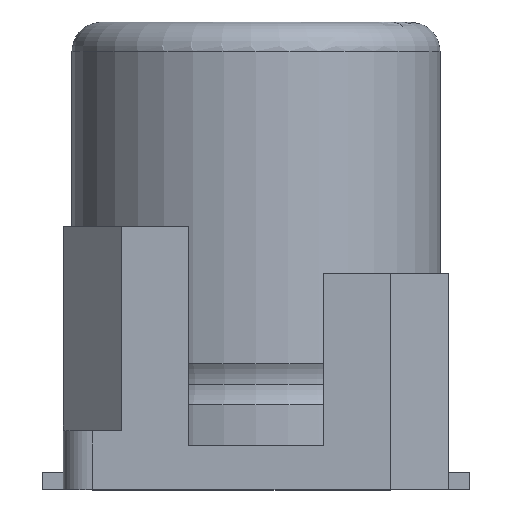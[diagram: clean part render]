
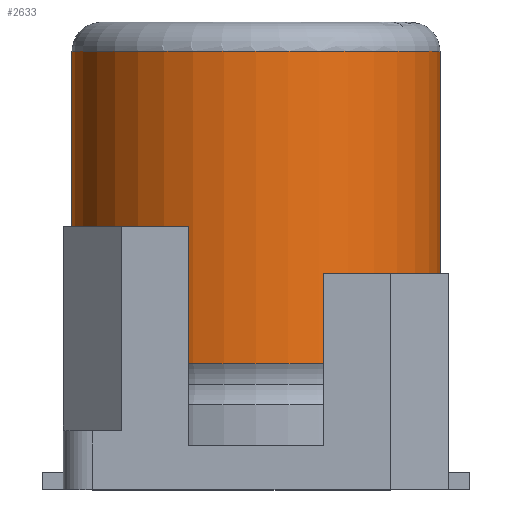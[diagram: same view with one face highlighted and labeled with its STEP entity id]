
A CAD part, top view. The second image highlights one B-rep face of the part: STEP entity #2633.
In plain terms, the highlighted cylindrical face has radius 3.15 mm (diameter 6.3 mm), a partial arc.
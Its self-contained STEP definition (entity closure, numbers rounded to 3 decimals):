
#153 = CARTESIAN_POINT ( 'NONE',  ( -3.15, 7.25, 0. ) ) ;
#163 = EDGE_CURVE ( 'NONE', #2164, #640, #3703, .T. ) ;
#181 = DIRECTION ( 'NONE',  ( -1., 0., 0. ) ) ;
#186 = CARTESIAN_POINT ( 'NONE',  ( -3.15, 6.75, 0. ) ) ;
#561 = FACE_OUTER_BOUND ( 'NONE', #3126, .T. ) ;
#640 = VERTEX_POINT ( 'NONE', #2985 ) ;
#708 = EDGE_CURVE ( 'NONE', #910, #934, #1784, .T. ) ;
#744 = CARTESIAN_POINT ( 'NONE',  ( 0., 1.4, 0. ) ) ;
#754 = DIRECTION ( 'NONE',  ( 1., 0., 0. ) ) ;
#910 = VERTEX_POINT ( 'NONE', #2189 ) ;
#934 = VERTEX_POINT ( 'NONE', #3697 ) ;
#1030 = CIRCLE ( 'NONE', #2968, 3.15 ) ;
#1074 = DIRECTION ( 'NONE',  ( 1., 0., 0. ) ) ;
#1094 = AXIS2_PLACEMENT_3D ( 'NONE', #3616, #2184, #1074 ) ;
#1207 = CIRCLE ( 'NONE', #2947, 3.15 ) ;
#1240 = DIRECTION ( 'NONE',  ( 0., -1., 0. ) ) ;
#1292 = ORIENTED_EDGE ( 'NONE', *, *, #163, .T. ) ;
#1323 = CARTESIAN_POINT ( 'NONE',  ( 0., 6.75, 0. ) ) ;
#1784 = LINE ( 'NONE', #1869, #2597 ) ;
#1869 = CARTESIAN_POINT ( 'NONE',  ( 3.15, 7.25, 0. ) ) ;
#1976 = EDGE_CURVE ( 'NONE', #934, #640, #1030, .T. ) ;
#2164 = VERTEX_POINT ( 'NONE', #186 ) ;
#2184 = DIRECTION ( 'NONE',  ( 0., -1., 0. ) ) ;
#2189 = CARTESIAN_POINT ( 'NONE',  ( 3.15, 6.75, 0. ) ) ;
#2394 = CYLINDRICAL_SURFACE ( 'NONE', #1094, 3.15 ) ;
#2597 = VECTOR ( 'NONE', #1240, 1000. ) ;
#2633 = ADVANCED_FACE ( 'NONE', ( #561 ), #2394, .T. ) ;
#2651 = EDGE_CURVE ( 'NONE', #910, #2164, #1207, .T. ) ;
#2715 = ORIENTED_EDGE ( 'NONE', *, *, #2651, .T. ) ;
#2947 = AXIS2_PLACEMENT_3D ( 'NONE', #1323, #3679, #181 ) ;
#2968 = AXIS2_PLACEMENT_3D ( 'NONE', #744, #3656, #754 ) ;
#2985 = CARTESIAN_POINT ( 'NONE',  ( -3.15, 1.4, 0. ) ) ;
#3126 = EDGE_LOOP ( 'NONE', ( #2715, #1292, #3421, #3363 ) ) ;
#3363 = ORIENTED_EDGE ( 'NONE', *, *, #708, .F. ) ;
#3374 = DIRECTION ( 'NONE',  ( 0., -1., 0. ) ) ;
#3421 = ORIENTED_EDGE ( 'NONE', *, *, #1976, .F. ) ;
#3565 = VECTOR ( 'NONE', #3374, 1000. ) ;
#3616 = CARTESIAN_POINT ( 'NONE',  ( 0., 7.25, 0. ) ) ;
#3656 = DIRECTION ( 'NONE',  ( 0., -1., 0. ) ) ;
#3679 = DIRECTION ( 'NONE',  ( 0., -1., 0. ) ) ;
#3697 = CARTESIAN_POINT ( 'NONE',  ( 3.15, 1.4, 0. ) ) ;
#3703 = LINE ( 'NONE', #153, #3565 ) ;
